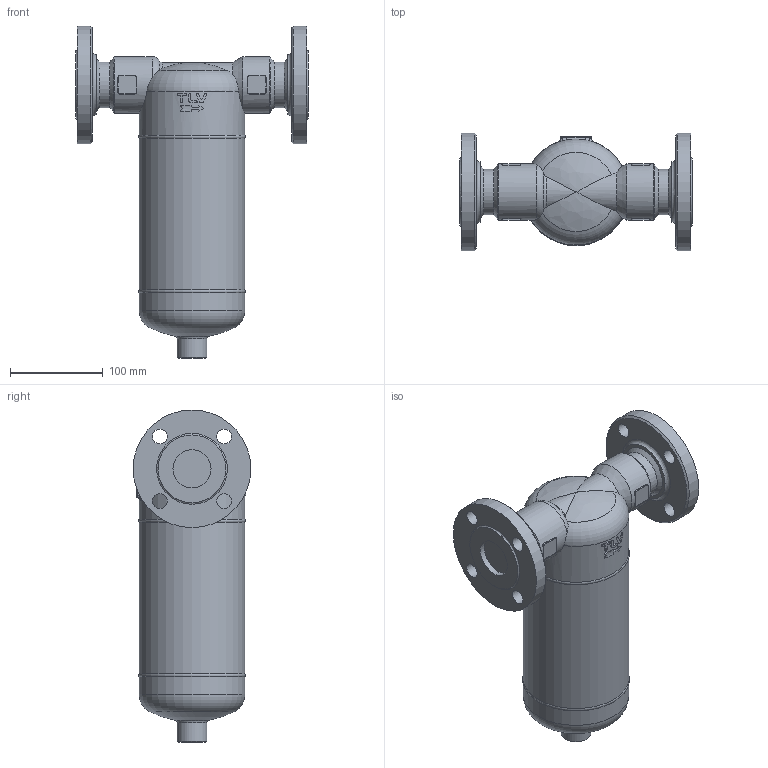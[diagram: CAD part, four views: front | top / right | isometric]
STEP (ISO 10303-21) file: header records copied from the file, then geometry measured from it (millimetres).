
FILE_DESCRIPTION((''),'2;1');
FILE_NAME('dc700-040-a0150-00.stp','2009-11-24T16:36:33',('nakaot'),(''),'Autodesk Inventor 2008','Autodesk Inventor 2008','');
FILE_SCHEMA(('AUTOMOTIVE_DESIGN { 1 0 10303 214 1 1 1 1 }'));
Length unit declared in the file: millimetre
Products named in the file (1): dc700-040-a0150-00
Bounding box: 251 x 127 x 358.5 mm (x, y, z)
Volume: 3563671.4 mm3; surface area: 199526.9 mm2
Topology: 1 solids, 1 shells, 232 faces, 565 edges, 338 vertices
Faces by surface type: cylinder 80, bspline 65, plane 54, torus 24, cone 8, sphere 1
Full cylindrical faces by diameter (mm): 16 x4, 32 x1, 41.2 x1, 49.1 x1, 61 x2, 114 x2, 114.3 x1, 127 x1
Entity records: 9496 total; most frequent: CARTESIAN_POINT 4528, DIRECTION 1000, ORIENTED_EDGE 990, EDGE_CURVE 495, AXIS2_PLACEMENT_3D 421, VERTEX_POINT 324, EDGE_LOOP 307, CIRCLE 233
